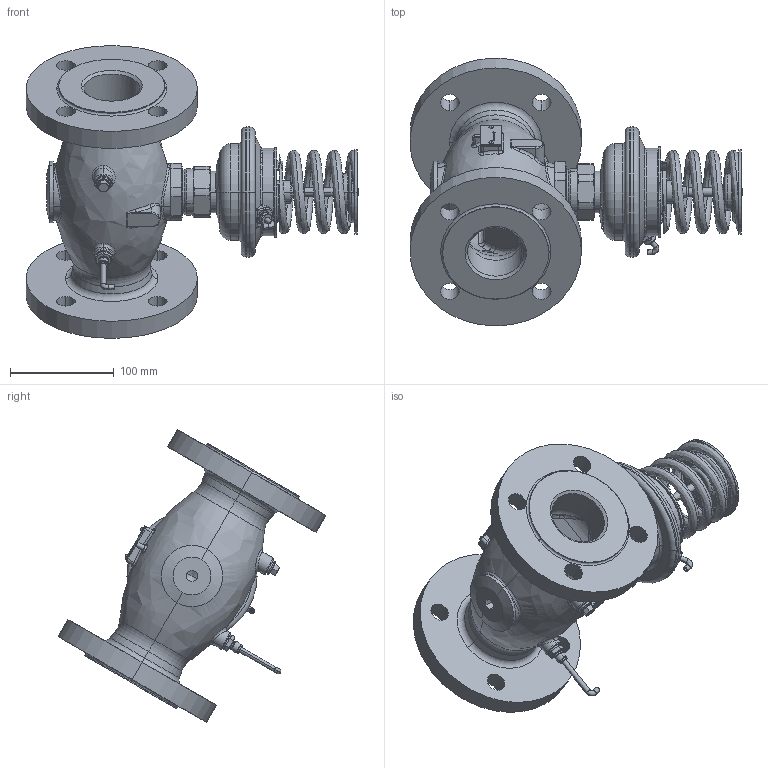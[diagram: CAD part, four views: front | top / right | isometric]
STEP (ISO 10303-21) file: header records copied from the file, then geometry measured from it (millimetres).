
FILE_DESCRIPTION((''),'2;1');
FILE_NAME('003H6628','2010-01-04T',('u243613'),('Danfoss Trata d.o.o.'),'PRO/ENGINEER BY PARAMETRIC TECHNOLOGY CORPORATION, 2009230','PRO/ENGINEER BY PARAMETRIC TECHNOLOGY CORPORATION, 2009230','');
FILE_SCHEMA(('CONFIG_CONTROL_DESIGN'));
Products named in the file (1): 003H6628
Bounding box: 319.5 x 257.89 x 281.69 mm (x, y, z)
Volume: 1748747.9 mm3; surface area: 405662.2 mm2
Topology: 3 solids, 3 shells, 1211 faces, 2740 edges, 1636 vertices
Faces by surface type: cylinder 342, plane 313, cone 222, torus 202, bspline 122, sphere 10
Entity records: 50036 total; most frequent: CARTESIAN_POINT 23275, DIRECTION 5815, ORIENTED_EDGE 5468, EDGE_CURVE 2734, AXIS2_PLACEMENT_3D 2491, VERTEX_POINT 1636, CIRCLE 1402, EDGE_LOOP 1348
